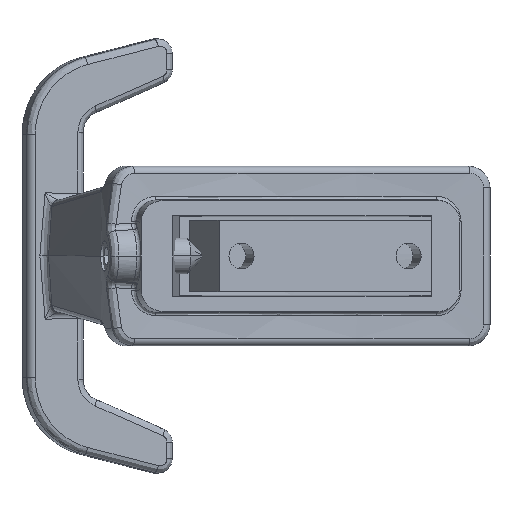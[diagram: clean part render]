
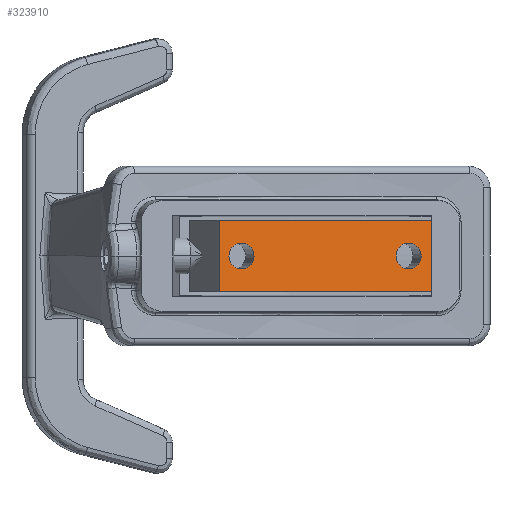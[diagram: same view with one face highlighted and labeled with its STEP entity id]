
A CAD part, front view. The second image highlights one B-rep face of the part: STEP entity #323910.
In plain terms, the highlighted face is planar.
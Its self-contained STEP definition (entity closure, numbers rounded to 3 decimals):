
#322130=CARTESIAN_POINT('',(229.497,200.086,
-43.268));
#322140=VERTEX_POINT('',#322130);
#322590=CARTESIAN_POINT('',(229.497,230.534,
-43.268));
#322600=VERTEX_POINT('',#322590);
#322630=CARTESIAN_POINT('',(229.497,237.534,
-43.268));
#322640=DIRECTION('',(0.,-1.,0.));
#322650=VECTOR('',#322640,1.);
#322660=LINE('',#322630,#322650);
#322670=EDGE_CURVE('',#322600,#322140,#322660,.T.);
#322810=CARTESIAN_POINT('',(239.497,230.534,
-43.268));
#322820=VERTEX_POINT('',#322810);
#323270=CARTESIAN_POINT('',(239.497,200.086,
-43.268));
#323280=VERTEX_POINT('',#323270);
#323310=CARTESIAN_POINT('',(239.497,237.534,
-43.268));
#323320=DIRECTION('',(0.,-1.,0.));
#323330=VECTOR('',#323320,1.);
#323340=LINE('',#323310,#323330);
#323350=EDGE_CURVE('',#322820,#323280,#323340,.T.);
#323400=CARTESIAN_POINT('',(229.497,218.81,
-43.268));
#323410=DIRECTION('',(0.,0.,1.));
#323420=DIRECTION('',(0.,1.,0.));
#323430=AXIS2_PLACEMENT_3D('',#323400,#323410,#323420);
#323440=PLANE('',#323430);
#323450=CARTESIAN_POINT('',(234.497,227.31,
-43.268));
#323460=DIRECTION('',(0.,0.,1.));
#323470=DIRECTION('',(1.,0.,0.));
#323480=AXIS2_PLACEMENT_3D('',#323450,#323460,#323470);
#323490=CIRCLE('',#323480,1.8);
#323500=CARTESIAN_POINT('',(236.297,227.31,
-43.268));
#323510=VERTEX_POINT('',#323500);
#323520=CARTESIAN_POINT('',(232.697,227.31,
-43.268));
#323530=VERTEX_POINT('',#323520);
#323540=EDGE_CURVE('',#323510,#323530,#323490,.T.);
#323550=ORIENTED_EDGE('',*,*,#323540,.F.);
#323560=EDGE_CURVE('',#323530,#323510,#323490,.T.);
#323570=ORIENTED_EDGE('',*,*,#323560,.F.);
#323580=EDGE_LOOP('',(#323570,#323550));
#323590=FACE_BOUND('',#323580,.T.);
#323600=CARTESIAN_POINT('',(234.497,203.31,
-43.268));
#323610=DIRECTION('',(0.,0.,-1.));
#323620=DIRECTION('',(-1.,0.,0.));
#323630=AXIS2_PLACEMENT_3D('',#323600,#323610,#323620);
#323640=CIRCLE('',#323630,1.8);
#323650=CARTESIAN_POINT('',(232.697,203.31,
-43.268));
#323660=VERTEX_POINT('',#323650);
#323670=CARTESIAN_POINT('',(236.297,203.31,
-43.268));
#323680=VERTEX_POINT('',#323670);
#323690=EDGE_CURVE('',#323660,#323680,#323640,.T.);
#323700=ORIENTED_EDGE('',*,*,#323690,.T.);
#323710=EDGE_CURVE('',#323680,#323660,#323640,.T.);
#323720=ORIENTED_EDGE('',*,*,#323710,.T.);
#323730=EDGE_LOOP('',(#323720,#323700));
#323740=FACE_BOUND('',#323730,.T.);
#323750=CARTESIAN_POINT('',(229.497,230.534,
-43.268));
#323760=DIRECTION('',(1.,0.,0.));
#323770=VECTOR('',#323760,1.);
#323780=LINE('',#323750,#323770);
#323790=EDGE_CURVE('',#322600,#322820,#323780,.T.);
#323800=ORIENTED_EDGE('',*,*,#323790,.F.);
#323810=ORIENTED_EDGE('',*,*,#323350,.F.);
#323820=CARTESIAN_POINT('',(229.497,200.086,
-43.268));
#323830=DIRECTION('',(1.,0.,0.));
#323840=VECTOR('',#323830,1.);
#323850=LINE('',#323820,#323840);
#323860=EDGE_CURVE('',#322140,#323280,#323850,.T.);
#323870=ORIENTED_EDGE('',*,*,#323860,.T.);
#323880=ORIENTED_EDGE('',*,*,#322670,.T.);
#323890=EDGE_LOOP('',(#323880,#323870,#323810,#323800));
#323900=FACE_OUTER_BOUND('',#323890,.T.);
#323910=ADVANCED_FACE('',(#323590,#323740,#323900),#323440,.T.);
